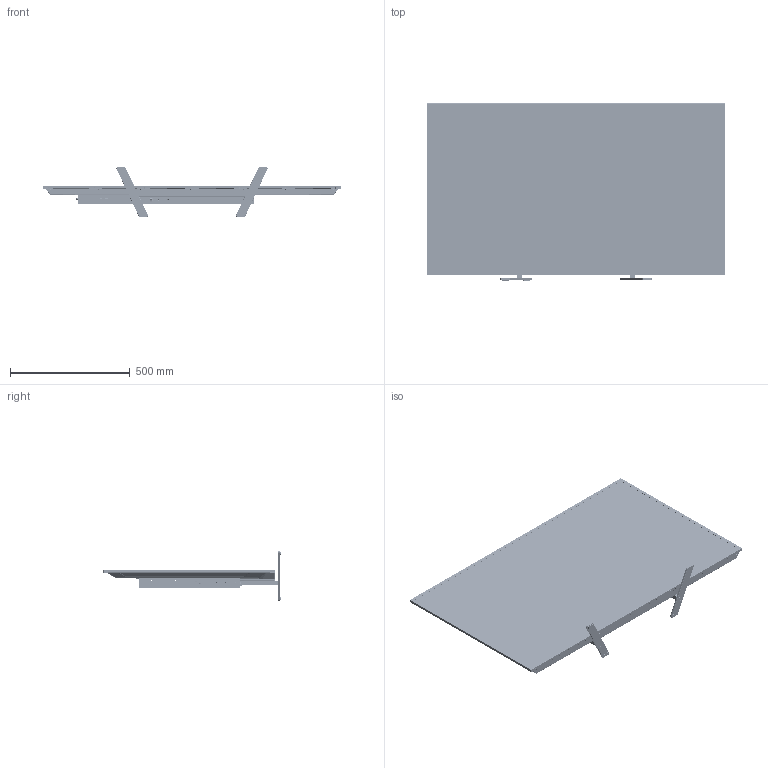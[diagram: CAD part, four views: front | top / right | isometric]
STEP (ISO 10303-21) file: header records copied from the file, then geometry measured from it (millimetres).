
FILE_DESCRIPTION((''),'2;1');
FILE_NAME('00-55B93K-C1_ASM_ASM_ASM_ASM','2020-03-04T',('chennx'),(''),'CREO PARAMETRIC BY PTC INC, 2015080','CREO PARAMETRIC BY PTC INC, 2015080','');
FILE_SCHEMA(('AUTOMOTIVE_DESIGN { 1 0 10303 214 1 1 1 1 }'));
Products named in the file (1): 00-55B93K-C1_ASM_ASM_ASM_ASM
Bounding box: 1243.2 x 738 x 207.14 mm (x, y, z)
Surface area: 4245900.1 mm2 (no closed solid volume)
Topology: 0 solids, 307 shells, 15444 faces, 44477 edges, 29002 vertices
Faces by surface type: plane 8080, cylinder 4038, extrusion 2082, bspline 557, torus 424, cone 223, sphere 26, revolution 14
Entity records: 655293 total; most frequent: CARTESIAN_POINT 180697, ORIENTED_EDGE 85985, DIRECTION 72892, EDGE_CURVE 44385, VECTOR 29858, VERTEX_POINT 29004, LINE 27776, PRESENTATION_STYLE_ASSIGNMENT 24311
